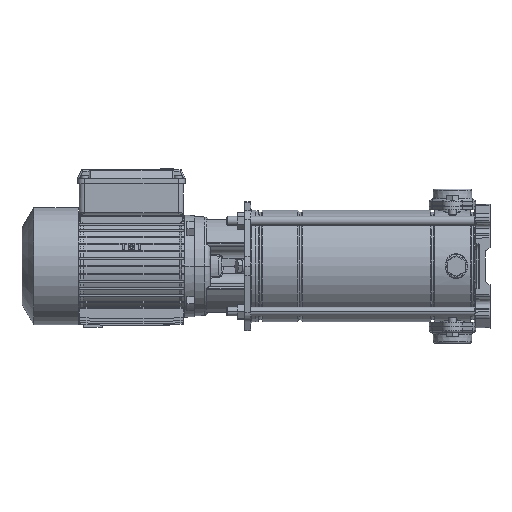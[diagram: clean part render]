
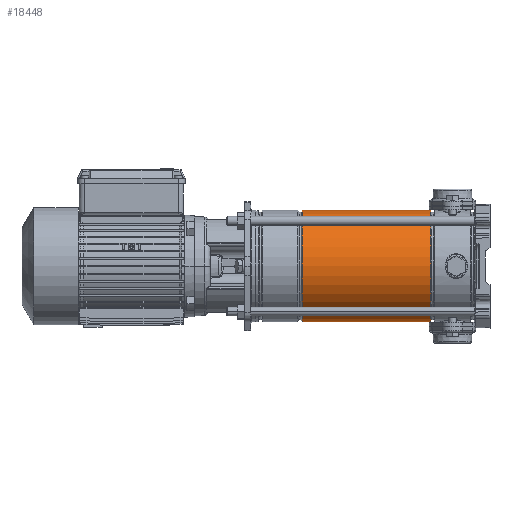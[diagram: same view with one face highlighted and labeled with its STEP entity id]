
A CAD part, left-side view. The second image highlights one B-rep face of the part: STEP entity #18448.
In plain terms, the highlighted cylindrical face has radius 74.4 mm (diameter 148.8 mm), a partial arc.
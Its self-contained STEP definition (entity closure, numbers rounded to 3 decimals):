
#1550 = DIRECTION ( 'NONE',  ( 0., 0., -1. ) ) ;
#1903 = CARTESIAN_POINT ( 'NONE',  ( 74.4, 0., 238.664 ) ) ;
#2767 = DIRECTION ( 'NONE',  ( 0., 0., -1. ) ) ;
#3150 = VERTEX_POINT ( 'NONE', #57594 ) ;
#5578 = DIRECTION ( 'NONE',  ( 0., 0., -1. ) ) ;
#6127 = FACE_OUTER_BOUND ( 'NONE', #14922, .T. ) ;
#9659 = AXIS2_PLACEMENT_3D ( 'NONE', #10155, #5578, #42951 ) ;
#10155 = CARTESIAN_POINT ( 'NONE',  ( 0., 0., 67.336 ) ) ;
#11020 = CARTESIAN_POINT ( 'NONE',  ( 0., 0., 0. ) ) ;
#11617 = CIRCLE ( 'NONE', #9659, 74.4 ) ;
#13266 = LINE ( 'NONE', #37500, #22498 ) ;
#14480 = DIRECTION ( 'NONE',  ( 0., 0., -1. ) ) ;
#14922 = EDGE_LOOP ( 'NONE', ( #19772, #23466, #46287, #36828 ) ) ;
#15645 = EDGE_CURVE ( 'NONE', #3150, #22893, #32605, .T. ) ;
#17027 = CARTESIAN_POINT ( 'NONE',  ( -74.4, 0., 0. ) ) ;
#18448 = ADVANCED_FACE ( 'NONE', ( #6127 ), #34349, .T. ) ;
#19772 = ORIENTED_EDGE ( 'NONE', *, *, #15645, .T. ) ;
#20224 = DIRECTION ( 'NONE',  ( -1., 0., 0. ) ) ;
#21453 = DIRECTION ( 'NONE',  ( -1., 0., 0. ) ) ;
#22498 = VECTOR ( 'NONE', #14480, 1000. ) ;
#22710 = EDGE_CURVE ( 'NONE', #22893, #54349, #13266, .T. ) ;
#22813 = AXIS2_PLACEMENT_3D ( 'NONE', #58528, #2767, #21453 ) ;
#22893 = VERTEX_POINT ( 'NONE', #1903 ) ;
#23466 = ORIENTED_EDGE ( 'NONE', *, *, #22710, .T. ) ;
#25909 = LINE ( 'NONE', #17027, #50785 ) ;
#27578 = CARTESIAN_POINT ( 'NONE',  ( 74.4, 0., 67.336 ) ) ;
#32605 = CIRCLE ( 'NONE', #22813, 74.4 ) ;
#34349 = CYLINDRICAL_SURFACE ( 'NONE', #43589, 74.4 ) ;
#36828 = ORIENTED_EDGE ( 'NONE', *, *, #54013, .F. ) ;
#37500 = CARTESIAN_POINT ( 'NONE',  ( 74.4, 0., 0. ) ) ;
#42951 = DIRECTION ( 'NONE',  ( -1., 0., 0. ) ) ;
#43589 = AXIS2_PLACEMENT_3D ( 'NONE', #11020, #1550, #20224 ) ;
#44293 = DIRECTION ( 'NONE',  ( 0., 0., -1. ) ) ;
#46287 = ORIENTED_EDGE ( 'NONE', *, *, #54186, .F. ) ;
#49145 = CARTESIAN_POINT ( 'NONE',  ( -74.4, 0., 67.336 ) ) ;
#50785 = VECTOR ( 'NONE', #44293, 1000. ) ;
#54013 = EDGE_CURVE ( 'NONE', #3150, #55551, #25909, .T. ) ;
#54186 = EDGE_CURVE ( 'NONE', #55551, #54349, #11617, .T. ) ;
#54349 = VERTEX_POINT ( 'NONE', #27578 ) ;
#55551 = VERTEX_POINT ( 'NONE', #49145 ) ;
#57594 = CARTESIAN_POINT ( 'NONE',  ( -74.4, 0., 238.664 ) ) ;
#58528 = CARTESIAN_POINT ( 'NONE',  ( 0., 0., 238.664 ) ) ;
